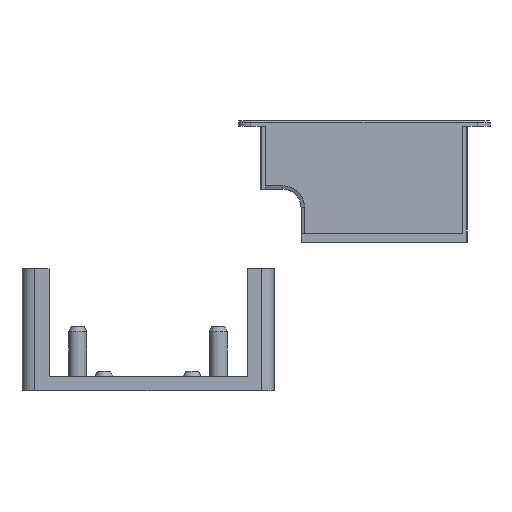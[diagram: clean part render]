
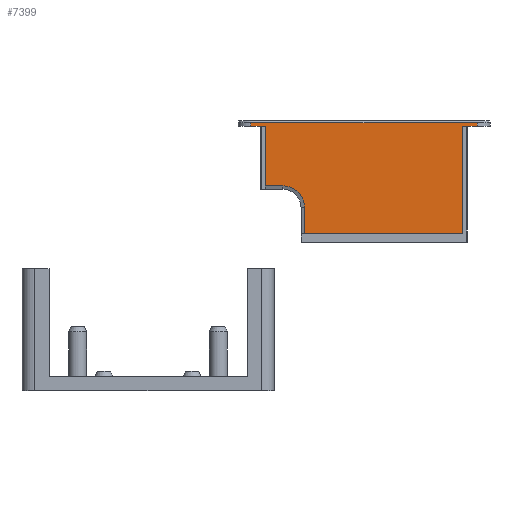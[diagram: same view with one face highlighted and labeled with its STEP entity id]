
A CAD part, front view. The second image highlights one B-rep face of the part: STEP entity #7399.
In plain terms, the highlighted planar face has unit normal (0, -1, 0).
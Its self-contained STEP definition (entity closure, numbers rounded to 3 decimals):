
#135 = CARTESIAN_POINT ( 'NONE',  ( 75., -110., 110.99 ) ) ;
#992 = EDGE_CURVE ( 'NONE', #2413, #4679, #23912, .T. ) ;
#1076 = CARTESIAN_POINT ( 'NONE',  ( 57.1, -110., 146. ) ) ;
#1159 = ORIENTED_EDGE ( 'NONE', *, *, #21299, .F. ) ;
#1182 = ORIENTED_EDGE ( 'NONE', *, *, #18320, .F. ) ;
#1630 = LINE ( 'NONE', #20499, #2293 ) ;
#1875 = CARTESIAN_POINT ( 'NONE',  ( 87., -110., 84.24 ) ) ;
#2151 = LINE ( 'NONE', #135, #22302 ) ;
#2187 = CARTESIAN_POINT ( 'NONE',  ( 182.9, -110., 146. ) ) ;
#2293 = VECTOR ( 'NONE', #12176, 1000. ) ;
#2377 = ORIENTED_EDGE ( 'NONE', *, *, #24724, .F. ) ;
#2413 = VERTEX_POINT ( 'NONE', #6403 ) ;
#2449 = EDGE_CURVE ( 'NONE', #17629, #24113, #23891, .T. ) ;
#2709 = LINE ( 'NONE', #6324, #16898 ) ;
#2947 = CARTESIAN_POINT ( 'NONE',  ( 120., -110., 147. ) ) ;
#3108 = EDGE_CURVE ( 'NONE', #19013, #6669, #2709, .T. ) ;
#3521 = LINE ( 'NONE', #25638, #5502 ) ;
#3690 = LINE ( 'NONE', #12799, #9610 ) ;
#4131 = CIRCLE ( 'NONE', #16022, 12. ) ;
#4679 = VERTEX_POINT ( 'NONE', #1875 ) ;
#4701 = FACE_OUTER_BOUND ( 'NONE', #9633, .T. ) ;
#5075 = VECTOR ( 'NONE', #24953, 1000. ) ;
#5502 = VECTOR ( 'NONE', #25552, 1000. ) ;
#5693 = CARTESIAN_POINT ( 'NONE',  ( 75., -110., 110.99 ) ) ;
#5960 = LINE ( 'NONE', #21300, #20172 ) ;
#6235 = ORIENTED_EDGE ( 'NONE', *, *, #992, .T. ) ;
#6324 = CARTESIAN_POINT ( 'NONE',  ( 174.8, -110., -30.896 ) ) ;
#6403 = CARTESIAN_POINT ( 'NONE',  ( 87., -110., 98.99 ) ) ;
#6406 = EDGE_CURVE ( 'NONE', #16964, #23125, #3521, .T. ) ;
#6569 = DIRECTION ( 'NONE',  ( 0., 0., -1. ) ) ;
#6669 = VERTEX_POINT ( 'NONE', #9741 ) ;
#6700 = DIRECTION ( 'NONE',  ( -1., 0., 0. ) ) ;
#7369 = DIRECTION ( 'NONE',  ( 0., -1., 0. ) ) ;
#7399 = ADVANCED_FACE ( 'NONE', ( #4701 ), #21967, .T. ) ;
#8088 = VECTOR ( 'NONE', #19450, 1000. ) ;
#8495 = DIRECTION ( 'NONE',  ( 1., 0., 0. ) ) ;
#9610 = VECTOR ( 'NONE', #10763, 1000. ) ;
#9633 = EDGE_LOOP ( 'NONE', ( #1159, #22632, #22413, #2377, #19623, #16556, #10061, #6235, #17116, #24866, #1182 ) ) ;
#9741 = CARTESIAN_POINT ( 'NONE',  ( 174.8, -110., 144. ) ) ;
#10061 = ORIENTED_EDGE ( 'NONE', *, *, #22015, .T. ) ;
#10763 = DIRECTION ( 'NONE',  ( -1., 0., 0. ) ) ;
#11048 = CARTESIAN_POINT ( 'NONE',  ( 182.9, -110., 147. ) ) ;
#11219 = LINE ( 'NONE', #23792, #16490 ) ;
#11609 = DIRECTION ( 'NONE',  ( 0., 0., -1. ) ) ;
#12008 = CARTESIAN_POINT ( 'NONE',  ( 174.8, -110., 84.24 ) ) ;
#12176 = DIRECTION ( 'NONE',  ( -1., 0., 0. ) ) ;
#12599 = VERTEX_POINT ( 'NONE', #2187 ) ;
#12799 = CARTESIAN_POINT ( 'NONE',  ( 120., -110., 144. ) ) ;
#12965 = VECTOR ( 'NONE', #6569, 1000. ) ;
#13286 = CARTESIAN_POINT ( 'NONE',  ( 65.2, -110., 110.99 ) ) ;
#13738 = LINE ( 'NONE', #11048, #8088 ) ;
#14563 = DIRECTION ( 'NONE',  ( -1., 0., 0. ) ) ;
#16022 = AXIS2_PLACEMENT_3D ( 'NONE', #20682, #18390, #26574 ) ;
#16260 = CARTESIAN_POINT ( 'NONE',  ( 57.1, -110., 144. ) ) ;
#16412 = EDGE_CURVE ( 'NONE', #12599, #17629, #5960, .T. ) ;
#16490 = VECTOR ( 'NONE', #6700, 1000. ) ;
#16556 = ORIENTED_EDGE ( 'NONE', *, *, #21758, .T. ) ;
#16898 = VECTOR ( 'NONE', #25273, 1000. ) ;
#16964 = VERTEX_POINT ( 'NONE', #13286 ) ;
#17116 = ORIENTED_EDGE ( 'NONE', *, *, #25691, .F. ) ;
#17629 = VERTEX_POINT ( 'NONE', #1076 ) ;
#18320 = EDGE_CURVE ( 'NONE', #19278, #6669, #1630, .T. ) ;
#18390 = DIRECTION ( 'NONE',  ( 0., 1., 0. ) ) ;
#19013 = VERTEX_POINT ( 'NONE', #12008 ) ;
#19050 = CARTESIAN_POINT ( 'NONE',  ( 87., -110., 84.24 ) ) ;
#19278 = VERTEX_POINT ( 'NONE', #21789 ) ;
#19450 = DIRECTION ( 'NONE',  ( 0., 0., -1. ) ) ;
#19623 = ORIENTED_EDGE ( 'NONE', *, *, #6406, .F. ) ;
#20172 = VECTOR ( 'NONE', #14563, 1000. ) ;
#20499 = CARTESIAN_POINT ( 'NONE',  ( 120., -110., 144. ) ) ;
#20682 = CARTESIAN_POINT ( 'NONE',  ( 75., -110., 98.99 ) ) ;
#21299 = EDGE_CURVE ( 'NONE', #12599, #19278, #13738, .T. ) ;
#21300 = CARTESIAN_POINT ( 'NONE',  ( 120., -110., 146. ) ) ;
#21758 = EDGE_CURVE ( 'NONE', #16964, #23290, #2151, .T. ) ;
#21789 = CARTESIAN_POINT ( 'NONE',  ( 182.9, -110., 144. ) ) ;
#21967 = PLANE ( 'NONE',  #25288 ) ;
#22015 = EDGE_CURVE ( 'NONE', #23290, #2413, #4131, .T. ) ;
#22302 = VECTOR ( 'NONE', #8495, 1000. ) ;
#22413 = ORIENTED_EDGE ( 'NONE', *, *, #2449, .T. ) ;
#22632 = ORIENTED_EDGE ( 'NONE', *, *, #16412, .T. ) ;
#23125 = VERTEX_POINT ( 'NONE', #24083 ) ;
#23290 = VERTEX_POINT ( 'NONE', #5693 ) ;
#23313 = CARTESIAN_POINT ( 'NONE',  ( 57.1, -110., 147. ) ) ;
#23792 = CARTESIAN_POINT ( 'NONE',  ( 120., -110., 84.24 ) ) ;
#23891 = LINE ( 'NONE', #23313, #12965 ) ;
#23912 = LINE ( 'NONE', #19050, #5075 ) ;
#24083 = CARTESIAN_POINT ( 'NONE',  ( 65.2, -110., 144. ) ) ;
#24113 = VERTEX_POINT ( 'NONE', #16260 ) ;
#24724 = EDGE_CURVE ( 'NONE', #23125, #24113, #3690, .T. ) ;
#24866 = ORIENTED_EDGE ( 'NONE', *, *, #3108, .T. ) ;
#24953 = DIRECTION ( 'NONE',  ( 0., 0., -1. ) ) ;
#25273 = DIRECTION ( 'NONE',  ( 0., 0., 1. ) ) ;
#25288 = AXIS2_PLACEMENT_3D ( 'NONE', #2947, #7369, #11609 ) ;
#25552 = DIRECTION ( 'NONE',  ( 0., 0., 1. ) ) ;
#25638 = CARTESIAN_POINT ( 'NONE',  ( 65.2, -110., -30.896 ) ) ;
#25691 = EDGE_CURVE ( 'NONE', #19013, #4679, #11219, .T. ) ;
#26574 = DIRECTION ( 'NONE',  ( 0., 0., -1. ) ) ;
